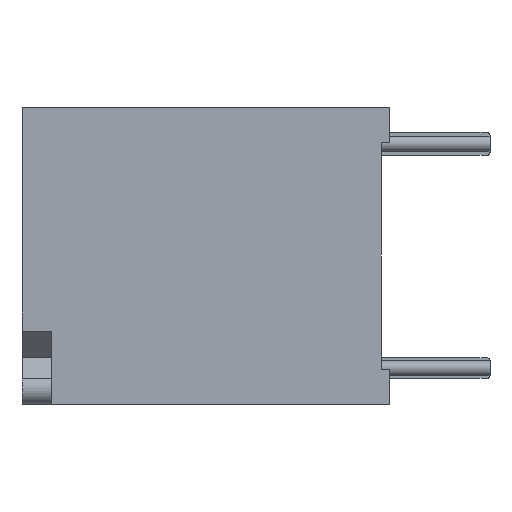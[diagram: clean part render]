
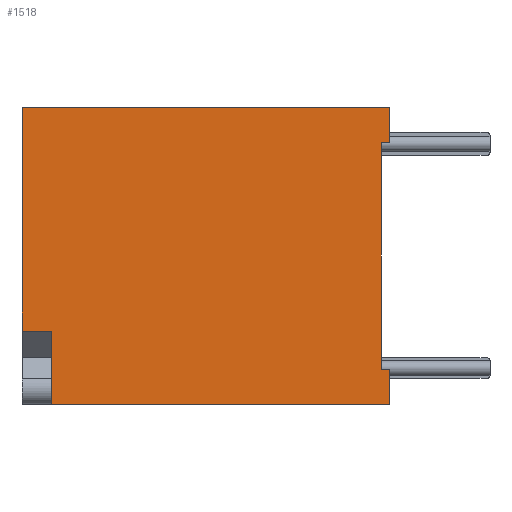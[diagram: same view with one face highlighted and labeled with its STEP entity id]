
A CAD part, left-side view. The second image highlights one B-rep face of the part: STEP entity #1518.
In plain terms, the highlighted planar face has unit normal (-1, 0, 0).
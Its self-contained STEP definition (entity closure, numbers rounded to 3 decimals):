
#30 = DIRECTION ( 'NONE',  ( 0., 1., 0. ) ) ;
#55 = CARTESIAN_POINT ( 'NONE',  ( 0., 0.3, 1.2 ) ) ;
#114 = VECTOR ( 'NONE', #1973, 1000. ) ;
#137 = CARTESIAN_POINT ( 'NONE',  ( 0., 0., 1.2 ) ) ;
#144 = AXIS2_PLACEMENT_3D ( 'NONE', #1385, #1184, #952 ) ;
#150 = CARTESIAN_POINT ( 'NONE',  ( 0., 12.5, 10.1 ) ) ;
#174 = VERTEX_POINT ( 'NONE', #1258 ) ;
#209 = EDGE_CURVE ( 'NONE', #1538, #1522, #1240, .T. ) ;
#214 = EDGE_CURVE ( 'NONE', #1538, #2108, #365, .T. ) ;
#238 = VECTOR ( 'NONE', #798, 1000. ) ;
#241 = ORIENTED_EDGE ( 'NONE', *, *, #1086, .F. ) ;
#246 = CARTESIAN_POINT ( 'NONE',  ( 0., 11.5, 2.5 ) ) ;
#267 = CARTESIAN_POINT ( 'NONE',  ( 0., 0., 1.2 ) ) ;
#285 = ORIENTED_EDGE ( 'NONE', *, *, #1614, .F. ) ;
#349 = LINE ( 'NONE', #137, #778 ) ;
#355 = VECTOR ( 'NONE', #1126, 1000. ) ;
#364 = FACE_OUTER_BOUND ( 'NONE', #2089, .T. ) ;
#365 = LINE ( 'NONE', #150, #1447 ) ;
#401 = DIRECTION ( 'NONE',  ( 0., 1., 0. ) ) ;
#455 = LINE ( 'NONE', #246, #849 ) ;
#473 = EDGE_CURVE ( 'NONE', #578, #1404, #1998, .T. ) ;
#482 = DIRECTION ( 'NONE',  ( 0., -1., 0. ) ) ;
#513 = CARTESIAN_POINT ( 'NONE',  ( 0., 0., 10.1 ) ) ;
#554 = ORIENTED_EDGE ( 'NONE', *, *, #214, .T. ) ;
#578 = VERTEX_POINT ( 'NONE', #1641 ) ;
#618 = CARTESIAN_POINT ( 'NONE',  ( 0., 0., 8.9 ) ) ;
#701 = CARTESIAN_POINT ( 'NONE',  ( 0., 0., 0. ) ) ;
#728 = CARTESIAN_POINT ( 'NONE',  ( 0., 0., 0. ) ) ;
#770 = VERTEX_POINT ( 'NONE', #1868 ) ;
#778 = VECTOR ( 'NONE', #2066, 1000. ) ;
#798 = DIRECTION ( 'NONE',  ( 0., 0., -1. ) ) ;
#803 = DIRECTION ( 'NONE',  ( 0., -1., 0. ) ) ;
#806 = ORIENTED_EDGE ( 'NONE', *, *, #1140, .F. ) ;
#846 = LINE ( 'NONE', #618, #1400 ) ;
#849 = VECTOR ( 'NONE', #30, 1000. ) ;
#901 = CARTESIAN_POINT ( 'NONE',  ( 0., 12.5, 10.1 ) ) ;
#904 = ORIENTED_EDGE ( 'NONE', *, *, #473, .F. ) ;
#923 = LINE ( 'NONE', #701, #1071 ) ;
#926 = ORIENTED_EDGE ( 'NONE', *, *, #2031, .T. ) ;
#952 = DIRECTION ( 'NONE',  ( 0., 0., -1. ) ) ;
#953 = VERTEX_POINT ( 'NONE', #1542 ) ;
#1016 = EDGE_CURVE ( 'NONE', #953, #2035, #349, .T. ) ;
#1020 = CARTESIAN_POINT ( 'NONE',  ( 0., 0., 10.1 ) ) ;
#1026 = CARTESIAN_POINT ( 'NONE',  ( 0., 0., 10.1 ) ) ;
#1071 = VECTOR ( 'NONE', #482, 1000. ) ;
#1086 = EDGE_CURVE ( 'NONE', #1522, #174, #1546, .T. ) ;
#1100 = EDGE_CURVE ( 'NONE', #1404, #2108, #455, .T. ) ;
#1126 = DIRECTION ( 'NONE',  ( 0., 0., -1. ) ) ;
#1140 = EDGE_CURVE ( 'NONE', #174, #770, #846, .T. ) ;
#1147 = LINE ( 'NONE', #55, #114 ) ;
#1184 = DIRECTION ( 'NONE',  ( 1., 0., 0. ) ) ;
#1234 = LINE ( 'NONE', #1020, #238 ) ;
#1240 = LINE ( 'NONE', #1026, #1483 ) ;
#1258 = CARTESIAN_POINT ( 'NONE',  ( 0., 0., 8.9 ) ) ;
#1308 = ORIENTED_EDGE ( 'NONE', *, *, #1100, .F. ) ;
#1328 = CARTESIAN_POINT ( 'NONE',  ( 0., 0., 10.1 ) ) ;
#1385 = CARTESIAN_POINT ( 'NONE',  ( 0., 0., 10.1 ) ) ;
#1400 = VECTOR ( 'NONE', #401, 1000. ) ;
#1404 = VERTEX_POINT ( 'NONE', #2093 ) ;
#1447 = VECTOR ( 'NONE', #2078, 1000. ) ;
#1483 = VECTOR ( 'NONE', #803, 1000. ) ;
#1518 = ADVANCED_FACE ( 'NONE', ( #364 ), #1602, .F. ) ;
#1522 = VERTEX_POINT ( 'NONE', #513 ) ;
#1538 = VERTEX_POINT ( 'NONE', #901 ) ;
#1541 = DIRECTION ( 'NONE',  ( 0., 0., 1. ) ) ;
#1542 = CARTESIAN_POINT ( 'NONE',  ( 0., 0.3, 1.2 ) ) ;
#1543 = CARTESIAN_POINT ( 'NONE',  ( 0., 12.5, 2.5 ) ) ;
#1546 = LINE ( 'NONE', #1328, #355 ) ;
#1598 = ORIENTED_EDGE ( 'NONE', *, *, #2037, .F. ) ;
#1602 = PLANE ( 'NONE',  #144 ) ;
#1614 = EDGE_CURVE ( 'NONE', #2035, #2098, #1234, .T. ) ;
#1641 = CARTESIAN_POINT ( 'NONE',  ( 0., 11.5, 0. ) ) ;
#1661 = VECTOR ( 'NONE', #1541, 1000. ) ;
#1770 = CARTESIAN_POINT ( 'NONE',  ( 0., 11.5, 0. ) ) ;
#1787 = ORIENTED_EDGE ( 'NONE', *, *, #1016, .F. ) ;
#1868 = CARTESIAN_POINT ( 'NONE',  ( 0., 0.3, 8.9 ) ) ;
#1932 = ORIENTED_EDGE ( 'NONE', *, *, #209, .F. ) ;
#1973 = DIRECTION ( 'NONE',  ( 0., 0., -1. ) ) ;
#1998 = LINE ( 'NONE', #1770, #1661 ) ;
#2031 = EDGE_CURVE ( 'NONE', #578, #2098, #923, .T. ) ;
#2035 = VERTEX_POINT ( 'NONE', #267 ) ;
#2037 = EDGE_CURVE ( 'NONE', #770, #953, #1147, .T. ) ;
#2066 = DIRECTION ( 'NONE',  ( 0., -1., 0. ) ) ;
#2078 = DIRECTION ( 'NONE',  ( 0., 0., -1. ) ) ;
#2089 = EDGE_LOOP ( 'NONE', ( #1308, #904, #926, #285, #1787, #1598, #806, #241, #1932, #554 ) ) ;
#2093 = CARTESIAN_POINT ( 'NONE',  ( 0., 11.5, 2.5 ) ) ;
#2098 = VERTEX_POINT ( 'NONE', #728 ) ;
#2108 = VERTEX_POINT ( 'NONE', #1543 ) ;
